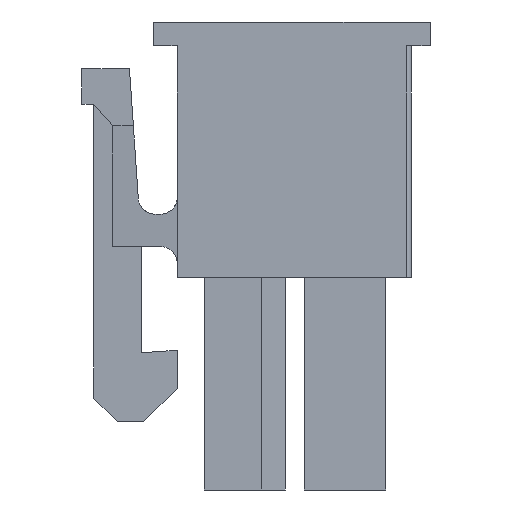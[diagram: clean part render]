
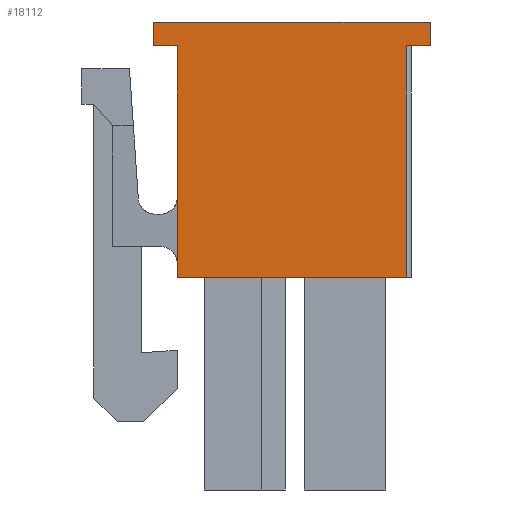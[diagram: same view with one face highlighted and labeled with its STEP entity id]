
A CAD part, left-side view. The second image highlights one B-rep face of the part: STEP entity #18112.
In plain terms, the highlighted planar face has unit normal (-1, 0, 0).
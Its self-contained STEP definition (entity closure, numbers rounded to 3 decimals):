
#1525=ORIENTED_EDGE('',*,*,#5318,.T.);
#1526=ORIENTED_EDGE('',*,*,#6651,.F.);
#1527=ORIENTED_EDGE('',*,*,#6652,.F.);
#1528=ORIENTED_EDGE('',*,*,#5456,.T.);
#1529=ORIENTED_EDGE('',*,*,#6653,.F.);
#1530=ORIENTED_EDGE('',*,*,#6654,.T.);
#1531=ORIENTED_EDGE('',*,*,#5358,.T.);
#1532=ORIENTED_EDGE('',*,*,#6639,.T.);
#5318=EDGE_CURVE('',#7944,#7946,#9590,.T.);
#5358=EDGE_CURVE('',#7980,#7986,#9630,.T.);
#5456=EDGE_CURVE('',#8076,#8077,#9728,.T.);
#6639=EDGE_CURVE('',#7986,#7944,#10901,.T.);
#6651=EDGE_CURVE('',#9118,#7946,#10907,.T.);
#6652=EDGE_CURVE('',#8076,#9118,#10908,.T.);
#6653=EDGE_CURVE('',#9119,#8077,#10909,.T.);
#6654=EDGE_CURVE('',#9119,#7980,#10910,.T.);
#7944=VERTEX_POINT('',#24598);
#7946=VERTEX_POINT('',#24602);
#7980=VERTEX_POINT('',#24677);
#7986=VERTEX_POINT('',#24689);
#8076=VERTEX_POINT('',#24891);
#8077=VERTEX_POINT('',#24892);
#9118=VERTEX_POINT('',#27330);
#9119=VERTEX_POINT('',#27333);
#9590=LINE('',#24603,#12194);
#9630=LINE('',#24690,#12234);
#9728=LINE('',#24890,#12332);
#10901=LINE('',#27313,#13505);
#10907=LINE('',#27329,#13511);
#10908=LINE('',#27331,#13512);
#10909=LINE('',#27332,#13513);
#10910=LINE('',#27334,#13514);
#12194=VECTOR('',#19941,1000.);
#12234=VECTOR('',#19995,1000.);
#12332=VECTOR('',#20119,1000.);
#13505=VECTOR('',#21712,1000.);
#13511=VECTOR('',#21734,1000.);
#13512=VECTOR('',#21735,1000.);
#13513=VECTOR('',#21736,1000.);
#13514=VECTOR('',#21737,1000.);
#15067=EDGE_LOOP('',(#1525,#1526,#1527,#1528,#1529,#1530,#1531,#1532));
#16119=FACE_BOUND('',#15067,.T.);
#17117=PLANE('',#19145);
#18112=ADVANCED_FACE('',(#16119),#17117,.T.);
#19145=AXIS2_PLACEMENT_3D('',#27328,#21732,#21733);
#19941=DIRECTION('',(0.,0.,1.));
#19995=DIRECTION('',(0.,0.,-1.));
#20119=DIRECTION('',(0.,1.,0.));
#21712=DIRECTION('',(0.,-1.,0.));
#21732=DIRECTION('',(-1.,0.,0.));
#21733=DIRECTION('',(0.,0.,1.));
#21734=DIRECTION('',(0.,1.,0.));
#21735=DIRECTION('',(0.,0.,-1.));
#21736=DIRECTION('',(0.,0.,1.));
#21737=DIRECTION('',(0.,-1.,0.));
#24598=CARTESIAN_POINT('',(-17.4,-4.8,-5.35));
#24602=CARTESIAN_POINT('',(-17.4,-4.8,4.35));
#24603=CARTESIAN_POINT('',(-17.4,-4.8,-5.35));
#24677=CARTESIAN_POINT('',(-17.4,4.8,4.35));
#24689=CARTESIAN_POINT('',(-17.4,4.8,-5.35));
#24690=CARTESIAN_POINT('',(-17.4,4.8,5.35));
#24890=CARTESIAN_POINT('',(-17.4,-4.8,5.35));
#24891=CARTESIAN_POINT('',(-17.4,-5.8,5.35));
#24892=CARTESIAN_POINT('',(-17.4,5.8,5.35));
#27313=CARTESIAN_POINT('',(-17.4,4.8,-5.35));
#27328=CARTESIAN_POINT('',(-17.4,0.,0.));
#27329=CARTESIAN_POINT('',(-17.4,-5.8,4.35));
#27330=CARTESIAN_POINT('',(-17.4,-5.8,4.35));
#27331=CARTESIAN_POINT('',(-17.4,-5.8,5.35));
#27332=CARTESIAN_POINT('',(-17.4,5.8,4.35));
#27333=CARTESIAN_POINT('',(-17.4,5.8,4.35));
#27334=CARTESIAN_POINT('',(-17.4,5.8,4.35));
